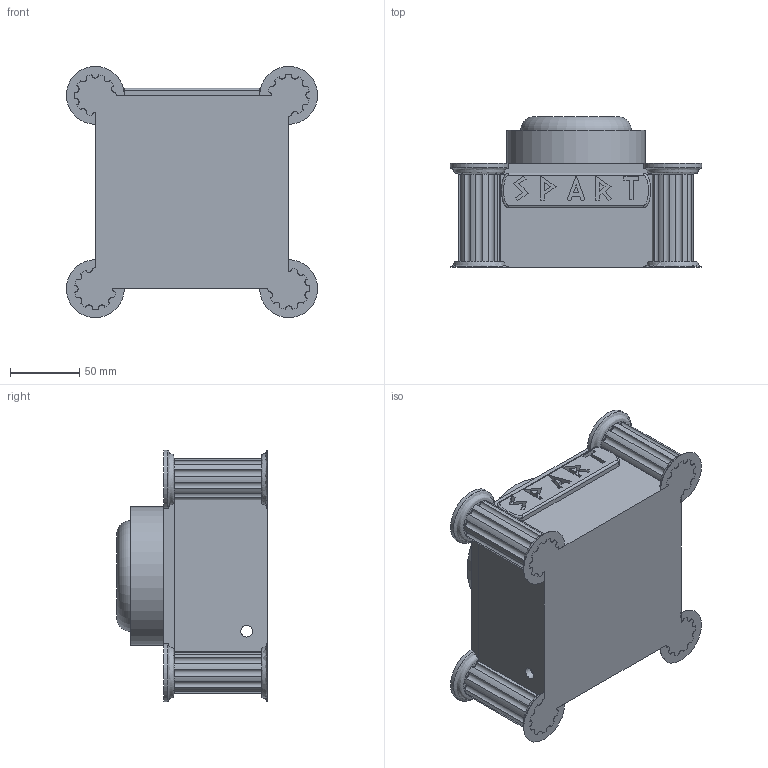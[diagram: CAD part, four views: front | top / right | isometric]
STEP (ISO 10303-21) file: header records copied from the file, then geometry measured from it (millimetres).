
FILE_DESCRIPTION(/* description */ (''),/* implementation_level */ '2;1');
FILE_NAME(/* name */ 'Buzzer v13.step',/* time_stamp */ '2023-06-18T15:41:46+02:00',/* author */ (''),/* organization */ (''),/* preprocessor_version */ 'ST-DEVELOPER v19.2',/* originating_system */ 'Autodesk Translation Framework v12.6.0.85',/* authorisation */ '');
FILE_SCHEMA (('AUTOMOTIVE_DESIGN { 1 0 10303 214 3 1 1 }'));
Length unit declared in the file: millimetre
Products named in the file (17): Buzzer; Buzzer_1; Boite; Buzzer_2; SW_DIP_SPSTx03_Slide_9.78x9.8mm_W7.62mm_P2.54mm; SOLID; TO-252-2; SOLID (2); R_0805_2012Metric; SOLID (1); SOT-23; SOLID (3); D_SOD-123; SOLID (4); C_0805_2012Metric; SOLID (5); COMPOUND
Assembly tree (28 placements, depth 4):
  Buzzer
    Buzzer_1
    Boite
    Buzzer_2
      SW_DIP_SPSTx03_Slide_9.78x9.8mm_W7.62mm_P2.54mm
        SOLID
      R_0805_2012Metric  x9
        SOLID (1)
      TO-252-2
        SOLID (2)
      SOT-23  x4
        SOLID (3)
      D_SOD-123
        SOLID (4)
      C_0805_2012Metric  x2
        SOLID (5)
      COMPOUND
Bounding box: 182 x 109 x 182 mm (x, y, z)
Volume: 765651.5 mm3; surface area: 253801.1 mm2
Topology: 26 solids, 26 shells, 1382 faces, 3572 edges, 2277 vertices
Faces by surface type: plane 827, cylinder 502, bspline 44, cone 8, torus 1
Full cylindrical faces by diameter (mm): 0.8 x44, 1 x1, 1.52 x6, 3.2 x4, 4 x2, 5.3 x8, 8.4 x2, 24 x2, 100 x1
Entity records: 35189 total; most frequent: CARTESIAN_POINT 11080, DIRECTION 4867, ORIENTED_EDGE 4832, EDGE_CURVE 2416, AXIS2_PLACEMENT_3D 1656, VERTEX_POINT 1559, LINE 1555, VECTOR 1555
